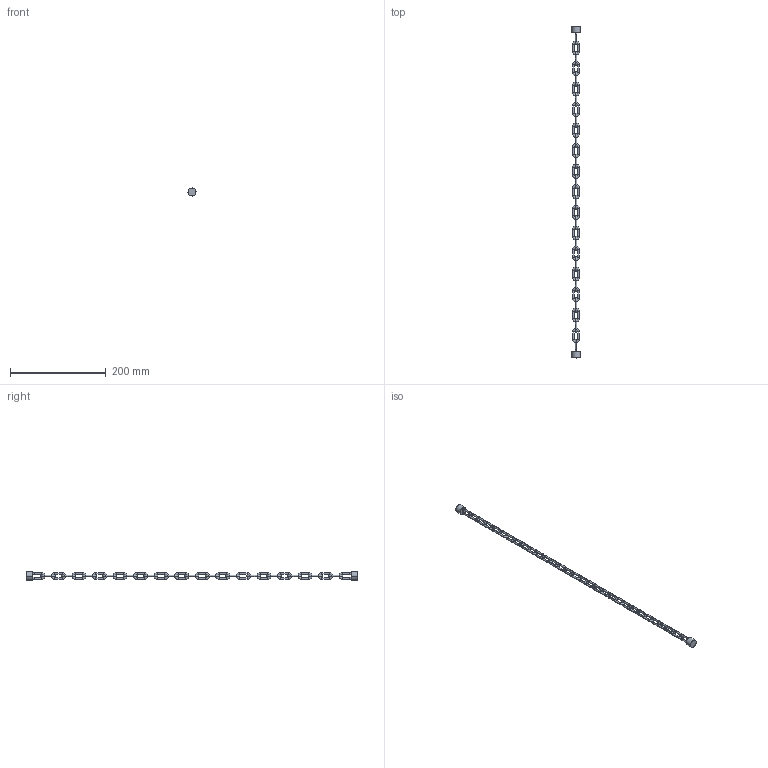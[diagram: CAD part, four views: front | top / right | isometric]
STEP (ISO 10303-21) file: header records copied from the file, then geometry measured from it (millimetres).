
FILE_DESCRIPTION (( 'STEP AP203' ), '1' );
FILE_NAME ('Part88.stp.STEP', '2025-09-15T21:12:20', ( '' ), ( '' ), 'SwSTEP 2.0', 'SolidWorks 2023', '' );
FILE_SCHEMA (( 'CONFIG_CONTROL_DESIGN' ));
Length unit declared in the file: centimetre
Products named in the file (1): Part88.stp
Bounding box: 16.88 x 693 x 16.88 mm (x, y, z)
Volume: 27878.3 mm3; surface area: 25540 mm2
Topology: 31 solids, 31 shells, 256 faces, 514 edges, 260 vertices
Faces by surface type: cylinder 128, torus 124, plane 4
Entity records: 7130 total; most frequent: CARTESIAN_POINT 1474, DIRECTION 1406, ORIENTED_EDGE 1028, AXIS2_PLACEMENT_3D 639, EDGE_CURVE 514, CIRCLE 382, VERTEX_POINT 260, EDGE_LOOP 258
